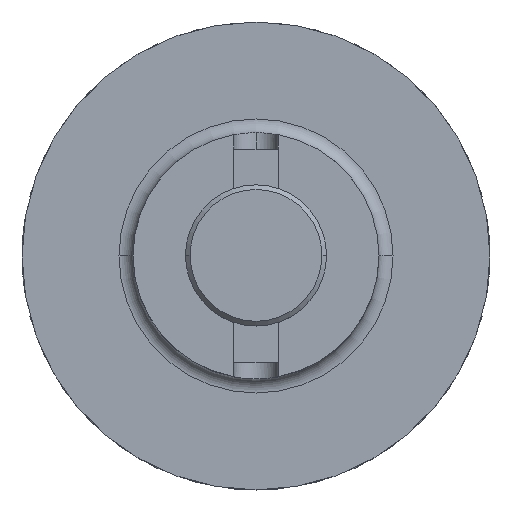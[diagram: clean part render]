
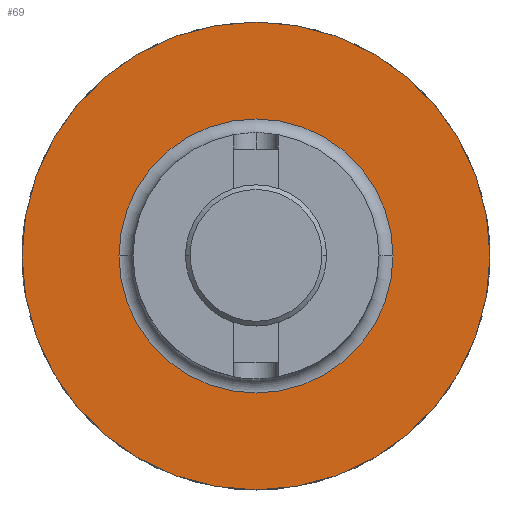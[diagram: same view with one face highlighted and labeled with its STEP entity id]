
A CAD part, top view. The second image highlights one B-rep face of the part: STEP entity #69.
In plain terms, the highlighted planar face has unit normal (0, 0, 1).
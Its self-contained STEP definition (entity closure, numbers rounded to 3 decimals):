
#4 = CARTESIAN_POINT ( 'NONE',  ( 0., 0., 38. ) ) ;
#62 = VERTEX_POINT ( 'NONE', #1672 ) ;
#69 = ADVANCED_FACE ( 'NONE', ( #1213, #2200 ), #91, .F. ) ;
#78 = EDGE_LOOP ( 'NONE', ( #1818, #2109 ) ) ;
#79 = AXIS2_PLACEMENT_3D ( 'NONE', #270, #1001, #151 ) ;
#91 = PLANE ( 'NONE',  #79 ) ;
#151 = DIRECTION ( 'NONE',  ( -1., 0., 0. ) ) ;
#155 = AXIS2_PLACEMENT_3D ( 'NONE', #4, #2015, #1675 ) ;
#182 = DIRECTION ( 'NONE',  ( 0., 0., -1. ) ) ;
#265 = VERTEX_POINT ( 'NONE', #2321 ) ;
#270 = CARTESIAN_POINT ( 'NONE',  ( 0., 0., 38. ) ) ;
#364 = CARTESIAN_POINT ( 'NONE',  ( 0., 0., 38. ) ) ;
#391 = CIRCLE ( 'NONE', #2033, 50. ) ;
#591 = CARTESIAN_POINT ( 'NONE',  ( 0., 0., 38. ) ) ;
#643 = CARTESIAN_POINT ( 'NONE',  ( 50., 0., 38. ) ) ;
#754 = CIRCLE ( 'NONE', #155, 29.289 ) ;
#803 = DIRECTION ( 'NONE',  ( -1., 0., 0. ) ) ;
#931 = DIRECTION ( 'NONE',  ( -1., 0., 0. ) ) ;
#973 = AXIS2_PLACEMENT_3D ( 'NONE', #364, #182, #803 ) ;
#1001 = DIRECTION ( 'NONE',  ( 0., 0., -1. ) ) ;
#1122 = ORIENTED_EDGE ( 'NONE', *, *, #2097, .F. ) ;
#1154 = DIRECTION ( 'NONE',  ( 0., 0., -1. ) ) ;
#1213 = FACE_BOUND ( 'NONE', #78, .T. ) ;
#1258 = VERTEX_POINT ( 'NONE', #643 ) ;
#1346 = DIRECTION ( 'NONE',  ( -1., 0., 0. ) ) ;
#1436 = ORIENTED_EDGE ( 'NONE', *, *, #2262, .F. ) ;
#1455 = EDGE_LOOP ( 'NONE', ( #1122, #1436 ) ) ;
#1550 = AXIS2_PLACEMENT_3D ( 'NONE', #591, #1154, #1346 ) ;
#1620 = CARTESIAN_POINT ( 'NONE',  ( 0., 0., 38. ) ) ;
#1633 = CIRCLE ( 'NONE', #1550, 29.289 ) ;
#1672 = CARTESIAN_POINT ( 'NONE',  ( 29.289, 0., 38. ) ) ;
#1675 = DIRECTION ( 'NONE',  ( -1., 0., 0. ) ) ;
#1797 = VERTEX_POINT ( 'NONE', #1913 ) ;
#1818 = ORIENTED_EDGE ( 'NONE', *, *, #2192, .T. ) ;
#1913 = CARTESIAN_POINT ( 'NONE',  ( -50., 0., 38. ) ) ;
#1977 = EDGE_CURVE ( 'NONE', #62, #265, #1633, .T. ) ;
#2015 = DIRECTION ( 'NONE',  ( 0., 0., -1. ) ) ;
#2033 = AXIS2_PLACEMENT_3D ( 'NONE', #1620, #2202, #931 ) ;
#2097 = EDGE_CURVE ( 'NONE', #1797, #1258, #391, .T. ) ;
#2107 = CIRCLE ( 'NONE', #973, 50. ) ;
#2109 = ORIENTED_EDGE ( 'NONE', *, *, #1977, .T. ) ;
#2192 = EDGE_CURVE ( 'NONE', #265, #62, #754, .T. ) ;
#2200 = FACE_OUTER_BOUND ( 'NONE', #1455, .T. ) ;
#2202 = DIRECTION ( 'NONE',  ( 0., 0., -1. ) ) ;
#2262 = EDGE_CURVE ( 'NONE', #1258, #1797, #2107, .T. ) ;
#2321 = CARTESIAN_POINT ( 'NONE',  ( -29.289, 0., 38. ) ) ;
